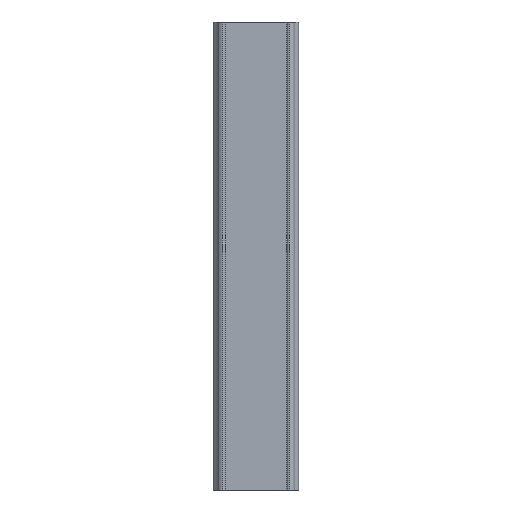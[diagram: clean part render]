
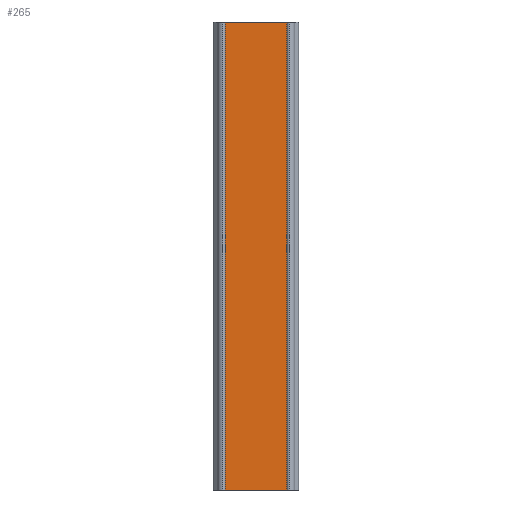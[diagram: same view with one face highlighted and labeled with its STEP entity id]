
A CAD part, front view. The second image highlights one B-rep face of the part: STEP entity #265.
In plain terms, the highlighted planar face has unit normal (0, -1, 0).
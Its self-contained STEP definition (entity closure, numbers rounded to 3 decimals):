
#57 = DIRECTION ( 'NONE',  ( 1., 0., 0. ) ) ;
#59 = LINE ( 'NONE', #662, #604 ) ;
#63 = AXIS2_PLACEMENT_3D ( 'NONE', #344, #301, #417 ) ;
#117 = PLANE ( 'NONE',  #63 ) ;
#118 = VECTOR ( 'NONE', #142, 1000. ) ;
#142 = DIRECTION ( 'NONE',  ( 0., 0., -1. ) ) ;
#172 = VERTEX_POINT ( 'NONE', #282 ) ;
#189 = EDGE_CURVE ( 'NONE', #498, #396, #712, .T. ) ;
#205 = DIRECTION ( 'NONE',  ( 1., 0., 0. ) ) ;
#216 = CARTESIAN_POINT ( 'NONE',  ( -3.3, -0.95, 25. ) ) ;
#247 = DIRECTION ( 'NONE',  ( 0., 0., -1. ) ) ;
#265 = ADVANCED_FACE ( 'NONE', ( #355 ), #117, .F. ) ;
#282 = CARTESIAN_POINT ( 'NONE',  ( 3.3, -0.95, -25. ) ) ;
#301 = DIRECTION ( 'NONE',  ( 0., 1., 0. ) ) ;
#321 = CARTESIAN_POINT ( 'NONE',  ( -3.3, -0.95, 25. ) ) ;
#344 = CARTESIAN_POINT ( 'NONE',  ( -3.3, -0.95, 25. ) ) ;
#355 = FACE_OUTER_BOUND ( 'NONE', #710, .T. ) ;
#369 = EDGE_CURVE ( 'NONE', #584, #172, #432, .T. ) ;
#391 = ORIENTED_EDGE ( 'NONE', *, *, #189, .T. ) ;
#396 = VERTEX_POINT ( 'NONE', #429 ) ;
#402 = CARTESIAN_POINT ( 'NONE',  ( -3.3, -0.95, 25. ) ) ;
#417 = DIRECTION ( 'NONE',  ( 0., 0., 1. ) ) ;
#429 = CARTESIAN_POINT ( 'NONE',  ( -3.3, -0.95, -25. ) ) ;
#430 = ORIENTED_EDGE ( 'NONE', *, *, #369, .F. ) ;
#432 = LINE ( 'NONE', #632, #775 ) ;
#484 = CARTESIAN_POINT ( 'NONE',  ( 3.3, -0.95, 25. ) ) ;
#492 = VECTOR ( 'NONE', #205, 1000. ) ;
#498 = VERTEX_POINT ( 'NONE', #321 ) ;
#548 = EDGE_CURVE ( 'NONE', #396, #172, #59, .T. ) ;
#584 = VERTEX_POINT ( 'NONE', #484 ) ;
#604 = VECTOR ( 'NONE', #57, 1000. ) ;
#632 = CARTESIAN_POINT ( 'NONE',  ( 3.3, -0.95, 25. ) ) ;
#651 = ORIENTED_EDGE ( 'NONE', *, *, #548, .T. ) ;
#662 = CARTESIAN_POINT ( 'NONE',  ( -3.3, -0.95, -25. ) ) ;
#710 = EDGE_LOOP ( 'NONE', ( #651, #430, #762, #391 ) ) ;
#712 = LINE ( 'NONE', #402, #118 ) ;
#715 = EDGE_CURVE ( 'NONE', #498, #584, #766, .T. ) ;
#762 = ORIENTED_EDGE ( 'NONE', *, *, #715, .F. ) ;
#766 = LINE ( 'NONE', #216, #492 ) ;
#775 = VECTOR ( 'NONE', #247, 1000. ) ;
